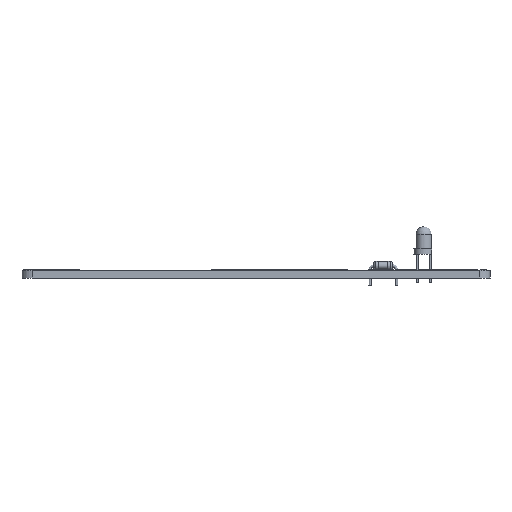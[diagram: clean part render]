
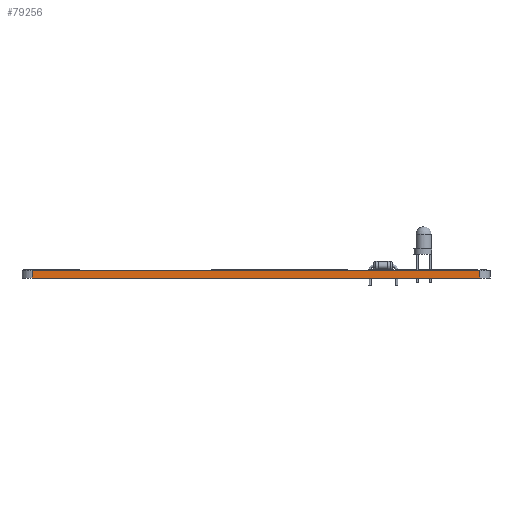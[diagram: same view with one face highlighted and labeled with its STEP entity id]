
A CAD part, left-side view. The second image highlights one B-rep face of the part: STEP entity #79256.
In plain terms, the highlighted planar face has unit normal (-1, 0, 0).
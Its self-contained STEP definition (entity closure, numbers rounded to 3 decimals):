
#77167 = VERTEX_POINT('',#77168);
#77168 = CARTESIAN_POINT('',(72.5,-84.5,0.));
#77175 = EDGE_CURVE('',#77176,#77167,#77178,.T.);
#77176 = VERTEX_POINT('',#77177);
#77177 = CARTESIAN_POINT('',(72.5,-170.5,0.));
#77178 = LINE('',#77179,#77180);
#77179 = CARTESIAN_POINT('',(72.5,-170.5,0.));
#77180 = VECTOR('',#77181,1.);
#77181 = DIRECTION('',(0.,1.,0.));
#78198 = VERTEX_POINT('',#78199);
#78199 = CARTESIAN_POINT('',(72.5,-84.5,1.51));
#78206 = EDGE_CURVE('',#78207,#78198,#78209,.T.);
#78207 = VERTEX_POINT('',#78208);
#78208 = CARTESIAN_POINT('',(72.5,-170.5,1.51));
#78209 = LINE('',#78210,#78211);
#78210 = CARTESIAN_POINT('',(72.5,-170.5,1.51));
#78211 = VECTOR('',#78212,1.);
#78212 = DIRECTION('',(0.,1.,0.));
#79226 = EDGE_CURVE('',#77167,#78198,#79227,.T.);
#79227 = LINE('',#79228,#79229);
#79228 = CARTESIAN_POINT('',(72.5,-84.5,0.));
#79229 = VECTOR('',#79230,1.);
#79230 = DIRECTION('',(0.,0.,1.));
#79256 = ADVANCED_FACE('',(#79257),#79268,.T.);
#79257 = FACE_BOUND('',#79258,.T.);
#79258 = EDGE_LOOP('',(#79259,#79265,#79266,#79267));
#79259 = ORIENTED_EDGE('',*,*,#79260,.T.);
#79260 = EDGE_CURVE('',#77176,#78207,#79261,.T.);
#79261 = LINE('',#79262,#79263);
#79262 = CARTESIAN_POINT('',(72.5,-170.5,0.));
#79263 = VECTOR('',#79264,1.);
#79264 = DIRECTION('',(0.,0.,1.));
#79265 = ORIENTED_EDGE('',*,*,#78206,.T.);
#79266 = ORIENTED_EDGE('',*,*,#79226,.F.);
#79267 = ORIENTED_EDGE('',*,*,#77175,.F.);
#79268 = PLANE('',#79269);
#79269 = AXIS2_PLACEMENT_3D('',#79270,#79271,#79272);
#79270 = CARTESIAN_POINT('',(72.5,-170.5,0.));
#79271 = DIRECTION('',(-1.,0.,0.));
#79272 = DIRECTION('',(0.,1.,0.));
